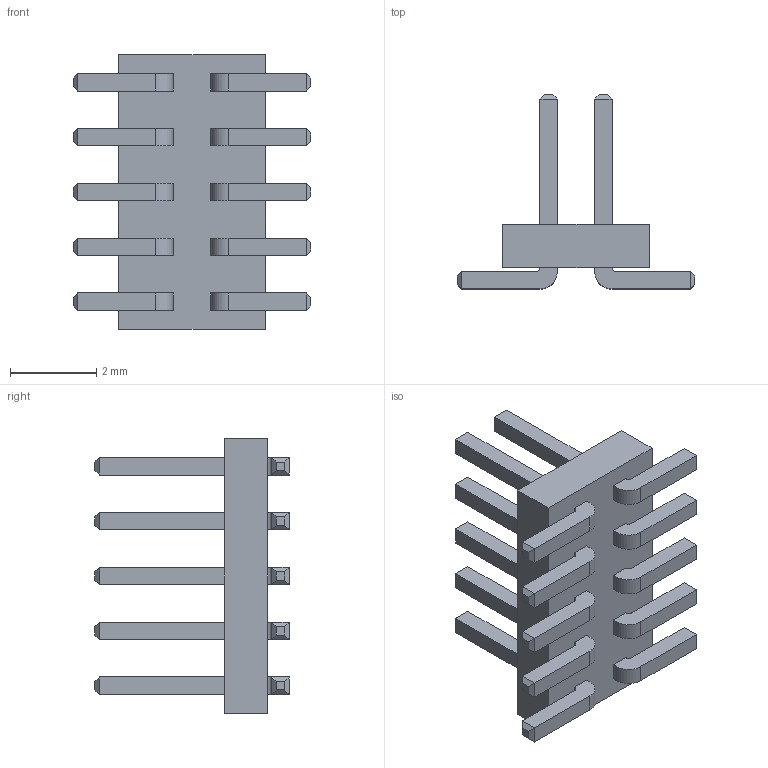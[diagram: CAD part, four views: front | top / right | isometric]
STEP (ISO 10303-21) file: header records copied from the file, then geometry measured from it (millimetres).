
FILE_DESCRIPTION (( 'STEP AP214' ), '1' );
FILE_NAME ('6AFE6A50-B829-46F4-AF94-BB75BE067EC5.STEP', '2023-08-29T23:39:52', ( '' ), ( '' ), 'SwSTEP 2.0', 'SolidWorks 2022', '' );
FILE_SCHEMA (( 'AUTOMOTIVE_DESIGN' ));
Length unit declared in the file: millimetre
Products named in the file (1): 6AFE6A50-B829-46F4-AF94-BB75BE067EC5
Bounding box: 5.5 x 4.5 x 6.35 mm (x, y, z)
Volume: 30 mm3; surface area: 145.6 mm2
Topology: 1 solids, 1 shells, 216 faces, 502 edges, 308 vertices
Faces by surface type: plane 196, cylinder 20
Entity records: 8356 total; most frequent: CARTESIAN_POINT 1027, ORIENTED_EDGE 1004, DIRECTION 976, EDGE_CURVE 502, VECTOR 462, LINE 462, VERTEX_POINT 308, AXIS2_PLACEMENT_3D 257
